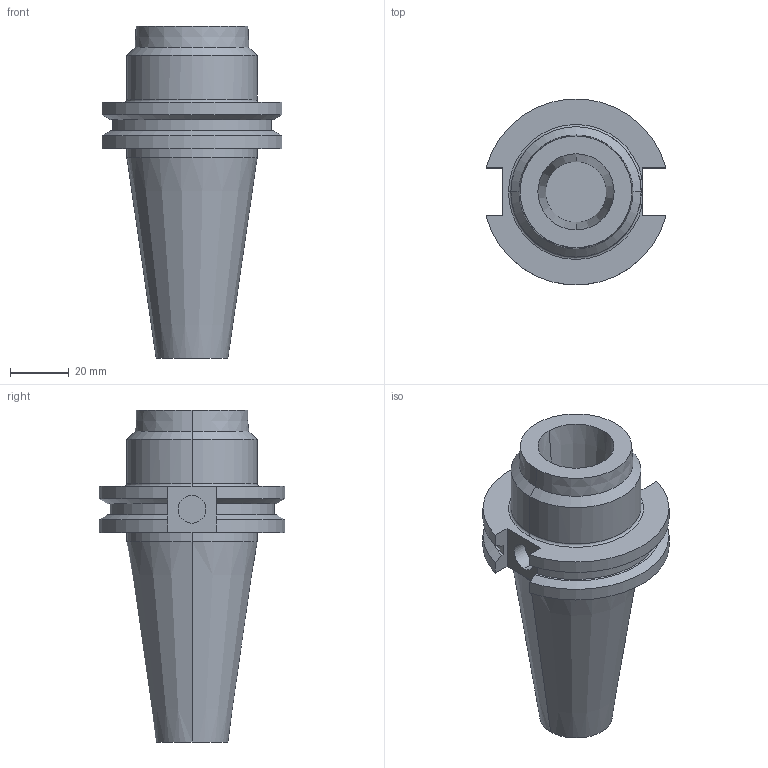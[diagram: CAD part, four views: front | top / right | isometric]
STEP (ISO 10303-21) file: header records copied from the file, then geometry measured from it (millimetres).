
FILE_DESCRIPTION (( 'STEP AP203' ), '1' );
FILE_NAME ('STP-31.780.12.177.STEP', '2019-08-09T05:33:09', ( '' ), ( '' ), 'SwSTEP 2.0', 'SolidWorks 2017', '' );
FILE_SCHEMA (( 'CONFIG_CONTROL_DESIGN' ));
Length unit declared in the file: millimetre
Products named in the file (1): STP-31.780.12.177
Bounding box: 61.35 x 63.26 x 113.25 mm (x, y, z)
Volume: 124137.3 mm3; surface area: 25198.4 mm2
Topology: 1 solids, 1 shells, 56 faces, 133 edges, 84 vertices
Faces by surface type: cylinder 20, plane 19, cone 14, torus 2, bspline 1
Entity records: 1742 total; most frequent: CARTESIAN_POINT 347, DIRECTION 292, ORIENTED_EDGE 262, EDGE_CURVE 131, AXIS2_PLACEMENT_3D 115, VERTEX_POINT 84, EDGE_LOOP 63, VECTOR 62
